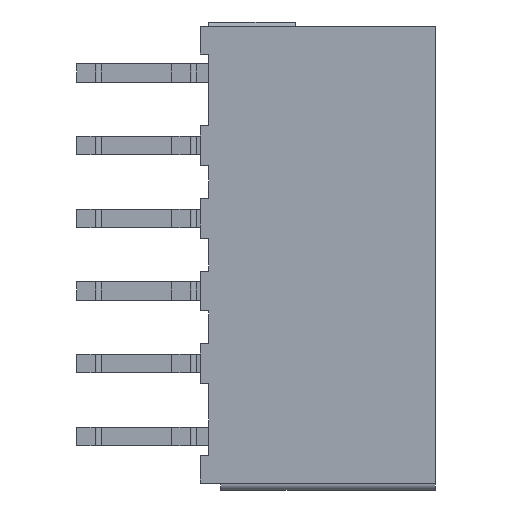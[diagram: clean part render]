
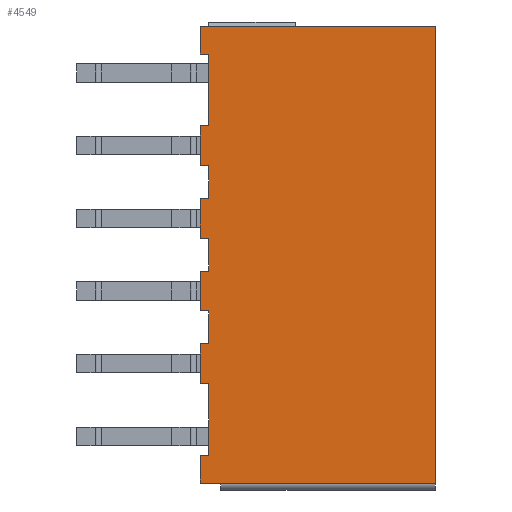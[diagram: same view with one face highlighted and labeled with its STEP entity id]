
A CAD part, front view. The second image highlights one B-rep face of the part: STEP entity #4549.
In plain terms, the highlighted planar face has unit normal (0, -1, 0).
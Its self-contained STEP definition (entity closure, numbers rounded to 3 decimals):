
#13=DIRECTION('',(0.,0.,-1.));
#14=VECTOR('',#13,2.3);
#15=CARTESIAN_POINT('',(-6.8,-4.8,7.45));
#16=LINE('',#15,#14);
#45=DIRECTION('',(0.,0.,-1.));
#46=VECTOR('',#45,2.3);
#47=CARTESIAN_POINT('',(-6.8,-4.8,3.25));
#48=LINE('',#47,#46);
#77=DIRECTION('',(0.,0.,-1.));
#78=VECTOR('',#77,2.3);
#79=CARTESIAN_POINT('',(-6.8,-4.8,-0.95));
#80=LINE('',#79,#78);
#109=DIRECTION('',(0.,0.,-1.));
#110=VECTOR('',#109,2.3);
#111=CARTESIAN_POINT('',(-6.8,-4.8,-5.15));
#112=LINE('',#111,#110);
#141=DIRECTION('',(0.,0.,-1.));
#142=VECTOR('',#141,1.6);
#143=CARTESIAN_POINT('',(-6.8,-4.8,13.2));
#144=LINE('',#143,#142);
#165=DIRECTION('',(0.,0.,-1.));
#166=VECTOR('',#165,1.6);
#167=CARTESIAN_POINT('',(-6.8,-4.8,-11.6));
#168=LINE('',#167,#166);
#201=DIRECTION('',(1.,0.,0.));
#202=VECTOR('',#201,0.5);
#203=CARTESIAN_POINT('',(-6.8,-4.8,11.6));
#204=LINE('',#203,#202);
#205=DIRECTION('',(1.,0.,0.));
#206=VECTOR('',#205,13.6);
#207=CARTESIAN_POINT('',(-6.8,-4.8,13.2));
#208=LINE('',#207,#206);
#209=DIRECTION('',(1.,0.,0.));
#210=VECTOR('',#209,0.5);
#211=CARTESIAN_POINT('',(-6.8,-4.8,-11.6));
#212=LINE('',#211,#210);
#213=DIRECTION('',(1.,0.,0.));
#214=VECTOR('',#213,0.5);
#215=CARTESIAN_POINT('',(-6.8,-4.8,-7.45));
#216=LINE('',#215,#214);
#217=DIRECTION('',(1.,0.,0.));
#218=VECTOR('',#217,0.5);
#219=CARTESIAN_POINT('',(-6.8,-4.8,-5.15));
#220=LINE('',#219,#218);
#221=DIRECTION('',(0.,0.,1.));
#222=VECTOR('',#221,1.9);
#223=CARTESIAN_POINT('',(-6.3,-4.8,-5.15));
#224=LINE('',#223,#222);
#225=DIRECTION('',(1.,0.,0.));
#226=VECTOR('',#225,0.5);
#227=CARTESIAN_POINT('',(-6.8,-4.8,-3.25));
#228=LINE('',#227,#226);
#229=DIRECTION('',(1.,0.,0.));
#230=VECTOR('',#229,0.5);
#231=CARTESIAN_POINT('',(-6.8,-4.8,-0.95));
#232=LINE('',#231,#230);
#233=DIRECTION('',(0.,0.,1.));
#234=VECTOR('',#233,1.9);
#235=CARTESIAN_POINT('',(-6.3,-4.8,-0.95));
#236=LINE('',#235,#234);
#237=DIRECTION('',(1.,0.,0.));
#238=VECTOR('',#237,0.5);
#239=CARTESIAN_POINT('',(-6.8,-4.8,0.95));
#240=LINE('',#239,#238);
#241=DIRECTION('',(1.,0.,0.));
#242=VECTOR('',#241,0.5);
#243=CARTESIAN_POINT('',(-6.8,-4.8,3.25));
#244=LINE('',#243,#242);
#245=DIRECTION('',(0.,0.,1.));
#246=VECTOR('',#245,1.9);
#247=CARTESIAN_POINT('',(-6.3,-4.8,3.25));
#248=LINE('',#247,#246);
#249=DIRECTION('',(1.,0.,0.));
#250=VECTOR('',#249,0.5);
#251=CARTESIAN_POINT('',(-6.8,-4.8,5.15));
#252=LINE('',#251,#250);
#253=DIRECTION('',(1.,0.,0.));
#254=VECTOR('',#253,0.5);
#255=CARTESIAN_POINT('',(-6.8,-4.8,7.45));
#256=LINE('',#255,#254);
#289=DIRECTION('',(0.,0.,-1.));
#290=VECTOR('',#289,4.15);
#291=CARTESIAN_POINT('',(-6.3,-4.8,11.6));
#292=LINE('',#291,#290);
#309=DIRECTION('',(0.,0.,-1.));
#310=VECTOR('',#309,4.15);
#311=CARTESIAN_POINT('',(-6.3,-4.8,-7.45));
#312=LINE('',#311,#310);
#765=DIRECTION('',(1.,0.,0.));
#766=VECTOR('',#765,13.6);
#767=CARTESIAN_POINT('',(-6.8,-4.8,-13.2));
#768=LINE('',#767,#766);
#811=DIRECTION('',(0.,0.,-1.));
#812=VECTOR('',#811,26.4);
#813=CARTESIAN_POINT('',(6.8,-4.8,13.2));
#814=LINE('',#813,#812);
#3224=CARTESIAN_POINT('',(6.8,-4.8,13.2));
#3226=VERTEX_POINT('',#3224);
#3227=CARTESIAN_POINT('',(6.8,-4.8,-13.2));
#3228=VERTEX_POINT('',#3227);
#3229=CARTESIAN_POINT('',(-6.8,-4.8,-13.2));
#3230=VERTEX_POINT('',#3229);
#3237=CARTESIAN_POINT('',(-6.8,-4.8,13.2));
#3238=VERTEX_POINT('',#3237);
#3239=CARTESIAN_POINT('',(-6.8,-4.8,7.45));
#3241=VERTEX_POINT('',#3239);
#3249=CARTESIAN_POINT('',(-6.3,-4.8,7.45));
#3251=VERTEX_POINT('',#3249);
#3253=CARTESIAN_POINT('',(-6.8,-4.8,5.15));
#3255=VERTEX_POINT('',#3253);
#3261=CARTESIAN_POINT('',(-6.8,-4.8,3.25));
#3263=VERTEX_POINT('',#3261);
#3273=CARTESIAN_POINT('',(-6.3,-4.8,5.15));
#3275=VERTEX_POINT('',#3273);
#3277=CARTESIAN_POINT('',(-6.3,-4.8,3.25));
#3279=VERTEX_POINT('',#3277);
#3281=CARTESIAN_POINT('',(-6.8,-4.8,0.95));
#3283=VERTEX_POINT('',#3281);
#3289=CARTESIAN_POINT('',(-6.8,-4.8,-0.95));
#3291=VERTEX_POINT('',#3289);
#3301=CARTESIAN_POINT('',(-6.3,-4.8,0.95));
#3303=VERTEX_POINT('',#3301);
#3305=CARTESIAN_POINT('',(-6.3,-4.8,-0.95));
#3307=VERTEX_POINT('',#3305);
#3309=CARTESIAN_POINT('',(-6.8,-4.8,-3.25));
#3311=VERTEX_POINT('',#3309);
#3317=CARTESIAN_POINT('',(-6.8,-4.8,-5.15));
#3319=VERTEX_POINT('',#3317);
#3329=CARTESIAN_POINT('',(-6.3,-4.8,-3.25));
#3331=VERTEX_POINT('',#3329);
#3333=CARTESIAN_POINT('',(-6.3,-4.8,-5.15));
#3335=VERTEX_POINT('',#3333);
#3337=CARTESIAN_POINT('',(-6.8,-4.8,-7.45));
#3339=VERTEX_POINT('',#3337);
#3347=CARTESIAN_POINT('',(-6.3,-4.8,-7.45));
#3349=VERTEX_POINT('',#3347);
#4247=CARTESIAN_POINT('',(-6.8,-4.8,11.6));
#4249=VERTEX_POINT('',#4247);
#4255=CARTESIAN_POINT('',(-6.8,-4.8,-11.6));
#4257=VERTEX_POINT('',#4255);
#4263=CARTESIAN_POINT('',(-6.3,-4.8,11.6));
#4264=VERTEX_POINT('',#4263);
#4265=CARTESIAN_POINT('',(-6.3,-4.8,-11.6));
#4266=VERTEX_POINT('',#4265);
#4501=CARTESIAN_POINT('',(-6.8,-4.8,13.2));
#4502=DIRECTION('',(0.,-1.,0.));
#4503=DIRECTION('',(0.,0.,-1.));
#4504=AXIS2_PLACEMENT_3D('',#4501,#4502,#4503);
#4505=PLANE('',#4504);
#4507=ORIENTED_EDGE('',*,*,#4506,.F.);
#4508=ORIENTED_EDGE('',*,*,#4418,.F.);
#4510=ORIENTED_EDGE('',*,*,#4509,.T.);
#4512=ORIENTED_EDGE('',*,*,#4511,.T.);
#4514=ORIENTED_EDGE('',*,*,#4513,.F.);
#4515=ORIENTED_EDGE('',*,*,#4446,.F.);
#4517=ORIENTED_EDGE('',*,*,#4516,.T.);
#4519=ORIENTED_EDGE('',*,*,#4518,.F.);
#4521=ORIENTED_EDGE('',*,*,#4520,.F.);
#4522=ORIENTED_EDGE('',*,*,#4386,.F.);
#4524=ORIENTED_EDGE('',*,*,#4523,.T.);
#4526=ORIENTED_EDGE('',*,*,#4525,.T.);
#4528=ORIENTED_EDGE('',*,*,#4527,.F.);
#4529=ORIENTED_EDGE('',*,*,#4354,.F.);
#4531=ORIENTED_EDGE('',*,*,#4530,.T.);
#4533=ORIENTED_EDGE('',*,*,#4532,.T.);
#4535=ORIENTED_EDGE('',*,*,#4534,.F.);
#4536=ORIENTED_EDGE('',*,*,#4322,.F.);
#4538=ORIENTED_EDGE('',*,*,#4537,.T.);
#4540=ORIENTED_EDGE('',*,*,#4539,.T.);
#4541=ORIENTED_EDGE('',*,*,#4477,.F.);
#4542=ORIENTED_EDGE('',*,*,#4290,.F.);
#4544=ORIENTED_EDGE('',*,*,#4543,.T.);
#4546=ORIENTED_EDGE('',*,*,#4545,.F.);
#4547=EDGE_LOOP('',(#4507,#4508,#4510,#4512,#4514,#4515,#4517,#4519,#4521,#4522,
#4524,#4526,#4528,#4529,#4531,#4533,#4535,#4536,#4538,#4540,#4541,#4542,#4544,
#4546));
#4548=FACE_OUTER_BOUND('',#4547,.F.);
#4549=ADVANCED_FACE('',(#4548),#4505,.T.);
#4290=EDGE_CURVE('',#3241,#3255,#16,.T.);
#4322=EDGE_CURVE('',#3263,#3283,#48,.T.);
#4354=EDGE_CURVE('',#3291,#3311,#80,.T.);
#4386=EDGE_CURVE('',#3319,#3339,#112,.T.);
#4418=EDGE_CURVE('',#3238,#4249,#144,.T.);
#4446=EDGE_CURVE('',#4257,#3230,#168,.T.);
#4477=EDGE_CURVE('',#3255,#3275,#252,.T.);
#4506=EDGE_CURVE('',#4249,#4264,#204,.T.);
#4509=EDGE_CURVE('',#3238,#3226,#208,.T.);
#4511=EDGE_CURVE('',#3226,#3228,#814,.T.);
#4513=EDGE_CURVE('',#3230,#3228,#768,.T.);
#4516=EDGE_CURVE('',#4257,#4266,#212,.T.);
#4518=EDGE_CURVE('',#3349,#4266,#312,.T.);
#4520=EDGE_CURVE('',#3339,#3349,#216,.T.);
#4523=EDGE_CURVE('',#3319,#3335,#220,.T.);
#4525=EDGE_CURVE('',#3335,#3331,#224,.T.);
#4527=EDGE_CURVE('',#3311,#3331,#228,.T.);
#4530=EDGE_CURVE('',#3291,#3307,#232,.T.);
#4532=EDGE_CURVE('',#3307,#3303,#236,.T.);
#4534=EDGE_CURVE('',#3283,#3303,#240,.T.);
#4537=EDGE_CURVE('',#3263,#3279,#244,.T.);
#4539=EDGE_CURVE('',#3279,#3275,#248,.T.);
#4543=EDGE_CURVE('',#3241,#3251,#256,.T.);
#4545=EDGE_CURVE('',#4264,#3251,#292,.T.);
